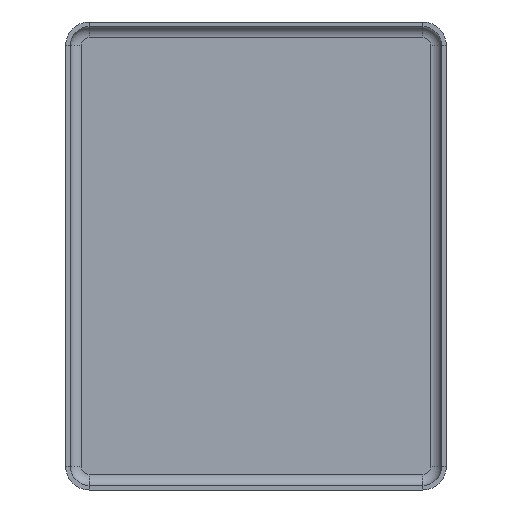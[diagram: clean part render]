
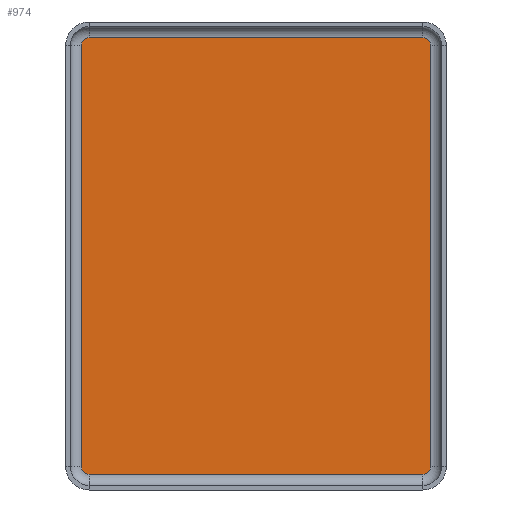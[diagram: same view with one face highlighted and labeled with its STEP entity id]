
A CAD part, front view. The second image highlights one B-rep face of the part: STEP entity #974.
In plain terms, the highlighted planar face has unit normal (0, -1, 0).
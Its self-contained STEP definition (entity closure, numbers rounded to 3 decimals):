
#8 = EDGE_CURVE ( 'NONE', #226, #239, #897, .T. ) ;
#20 = VECTOR ( 'NONE', #886, 1000. ) ;
#22 = ORIENTED_EDGE ( 'NONE', *, *, #1004, .F. ) ;
#53 = DIRECTION ( 'NONE',  ( 0., 0., 1. ) ) ;
#65 = CARTESIAN_POINT ( 'NONE',  ( 11.2, -0.3, 13.5 ) ) ;
#68 = ORIENTED_EDGE ( 'NONE', *, *, #481, .F. ) ;
#75 = ORIENTED_EDGE ( 'NONE', *, *, #568, .F. ) ;
#83 = DIRECTION ( 'NONE',  ( -1., 0., 0. ) ) ;
#101 = CARTESIAN_POINT ( 'NONE',  ( -10.7, -0.3, 13.5 ) ) ;
#110 = AXIS2_PLACEMENT_3D ( 'NONE', #1086, #1054, #606 ) ;
#115 = CARTESIAN_POINT ( 'NONE',  ( 11.2, -0.3, 13.5 ) ) ;
#122 = EDGE_CURVE ( 'NONE', #779, #226, #189, .T. ) ;
#128 = VERTEX_POINT ( 'NONE', #648 ) ;
#171 = VECTOR ( 'NONE', #53, 1000. ) ;
#189 = CIRCLE ( 'NONE', #1047, 0.5 ) ;
#217 = CARTESIAN_POINT ( 'NONE',  ( 11.2, -0.3, -13.5 ) ) ;
#226 = VERTEX_POINT ( 'NONE', #65 ) ;
#237 = VECTOR ( 'NONE', #744, 1000. ) ;
#239 = VERTEX_POINT ( 'NONE', #217 ) ;
#265 = LINE ( 'NONE', #602, #771 ) ;
#295 = FACE_OUTER_BOUND ( 'NONE', #953, .T. ) ;
#352 = VERTEX_POINT ( 'NONE', #723 ) ;
#363 = AXIS2_PLACEMENT_3D ( 'NONE', #989, #898, #415 ) ;
#415 = DIRECTION ( 'NONE',  ( 0., 0., -1. ) ) ;
#434 = ORIENTED_EDGE ( 'NONE', *, *, #698, .F. ) ;
#467 = DIRECTION ( 'NONE',  ( 0., 0., 1. ) ) ;
#481 = EDGE_CURVE ( 'NONE', #239, #718, #1160, .T. ) ;
#518 = CARTESIAN_POINT ( 'NONE',  ( 10.7, -0.3, -13.5 ) ) ;
#541 = DIRECTION ( 'NONE',  ( 0., 1., 0. ) ) ;
#568 = EDGE_CURVE ( 'NONE', #1085, #779, #967, .T. ) ;
#577 = AXIS2_PLACEMENT_3D ( 'NONE', #518, #900, #709 ) ;
#602 = CARTESIAN_POINT ( 'NONE',  ( 10.7, -0.3, -14. ) ) ;
#606 = DIRECTION ( 'NONE',  ( 0., 0., 1. ) ) ;
#609 = ORIENTED_EDGE ( 'NONE', *, *, #853, .F. ) ;
#621 = DIRECTION ( 'NONE',  ( 0., 0., 1. ) ) ;
#628 = CIRCLE ( 'NONE', #710, 0.5 ) ;
#648 = CARTESIAN_POINT ( 'NONE',  ( -10.7, -0.3, -14. ) ) ;
#698 = EDGE_CURVE ( 'NONE', #352, #1085, #628, .T. ) ;
#699 = CARTESIAN_POINT ( 'NONE',  ( -10.7, -0.3, 14. ) ) ;
#709 = DIRECTION ( 'NONE',  ( 0., 0., 1. ) ) ;
#710 = AXIS2_PLACEMENT_3D ( 'NONE', #101, #541, #621 ) ;
#718 = VERTEX_POINT ( 'NONE', #981 ) ;
#723 = CARTESIAN_POINT ( 'NONE',  ( -11.2, -0.3, 13.5 ) ) ;
#742 = CARTESIAN_POINT ( 'NONE',  ( 10.7, -0.3, 13.5 ) ) ;
#744 = DIRECTION ( 'NONE',  ( 0., 0., -1. ) ) ;
#757 = ORIENTED_EDGE ( 'NONE', *, *, #8, .F. ) ;
#771 = VECTOR ( 'NONE', #83, 1000. ) ;
#779 = VERTEX_POINT ( 'NONE', #985 ) ;
#853 = EDGE_CURVE ( 'NONE', #973, #352, #1124, .T. ) ;
#869 = ORIENTED_EDGE ( 'NONE', *, *, #1021, .F. ) ;
#872 = CARTESIAN_POINT ( 'NONE',  ( -11.2, -0.3, -13.5 ) ) ;
#875 = CARTESIAN_POINT ( 'NONE',  ( -11.2, -0.3, -13.5 ) ) ;
#886 = DIRECTION ( 'NONE',  ( 1., 0., 0. ) ) ;
#897 = LINE ( 'NONE', #115, #237 ) ;
#898 = DIRECTION ( 'NONE',  ( 0., -1., 0. ) ) ;
#900 = DIRECTION ( 'NONE',  ( 0., 1., 0. ) ) ;
#938 = DIRECTION ( 'NONE',  ( 0., 1., 0. ) ) ;
#953 = EDGE_LOOP ( 'NONE', ( #983, #75, #434, #609, #22, #869, #68, #757 ) ) ;
#965 = CIRCLE ( 'NONE', #110, 0.5 ) ;
#967 = LINE ( 'NONE', #699, #20 ) ;
#973 = VERTEX_POINT ( 'NONE', #872 ) ;
#974 = ADVANCED_FACE ( 'NONE', ( #295 ), #1177, .T. ) ;
#981 = CARTESIAN_POINT ( 'NONE',  ( 10.7, -0.3, -14. ) ) ;
#983 = ORIENTED_EDGE ( 'NONE', *, *, #122, .F. ) ;
#985 = CARTESIAN_POINT ( 'NONE',  ( 10.7, -0.3, 14. ) ) ;
#989 = CARTESIAN_POINT ( 'NONE',  ( 10.7, -0.3, 13.5 ) ) ;
#1004 = EDGE_CURVE ( 'NONE', #128, #973, #965, .T. ) ;
#1013 = CARTESIAN_POINT ( 'NONE',  ( -10.7, -0.3, 14. ) ) ;
#1021 = EDGE_CURVE ( 'NONE', #718, #128, #265, .T. ) ;
#1047 = AXIS2_PLACEMENT_3D ( 'NONE', #742, #938, #467 ) ;
#1054 = DIRECTION ( 'NONE',  ( 0., 1., 0. ) ) ;
#1085 = VERTEX_POINT ( 'NONE', #1013 ) ;
#1086 = CARTESIAN_POINT ( 'NONE',  ( -10.7, -0.3, -13.5 ) ) ;
#1124 = LINE ( 'NONE', #875, #171 ) ;
#1160 = CIRCLE ( 'NONE', #577, 0.5 ) ;
#1177 = PLANE ( 'NONE',  #363 ) ;
